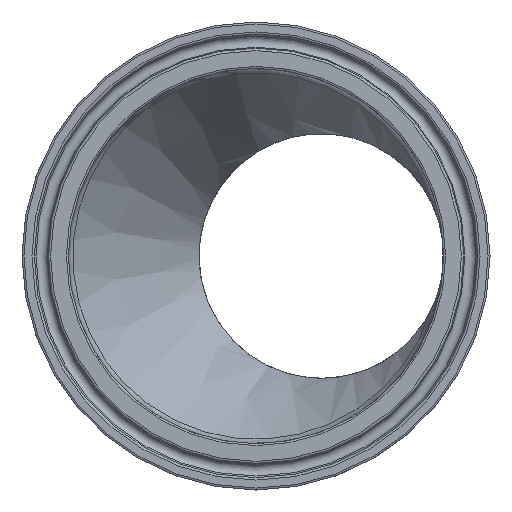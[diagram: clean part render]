
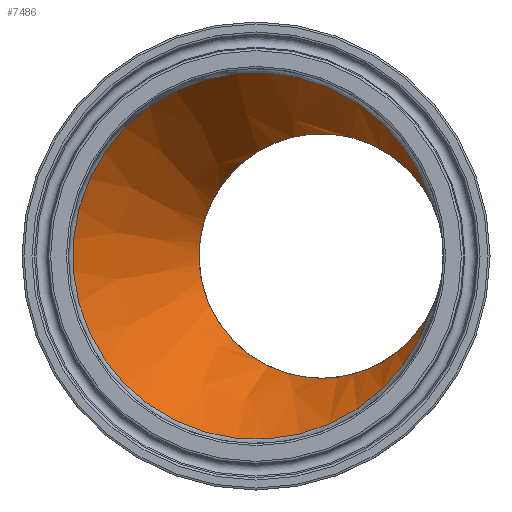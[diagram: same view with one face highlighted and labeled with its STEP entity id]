
A CAD part, left-side view. The second image highlights one B-rep face of the part: STEP entity #7486.
In plain terms, the highlighted conical face has half-angle 30 degrees and reference radius 22.276 mm.
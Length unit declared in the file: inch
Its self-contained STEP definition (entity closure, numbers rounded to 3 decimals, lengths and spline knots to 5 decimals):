
#16=CONICAL_SURFACE('',#7890,0.87699,30.);
#894=FACE_OUTER_BOUND('',#1361,.T.);
#1361=EDGE_LOOP('',(#6940,#6941));
#1805=B_SPLINE_CURVE_WITH_KNOTS('',3,(#16800,#16801,#16802,#16803,#16804,
#16805,#16806,#16807,#16808,#16809,#16810,#16811,#16812,#16813,#16814,#16815,
#16816,#16817,#16818,#16819,#16820,#16821,#16822,#16823,#16824,#16825,#16826,
#16827,#16828,#16829,#16830,#16831,#16832,#16833,#16834,#16835,#16836,#16837,
#16838,#16839,#16840,#16841,#16842,#16843,#16844,#16845,#16846,#16847,#16848,
#16849,#16850,#16851,#16852,#16853,#16854,#16855,#16856,#16857,#16858,#16859,
#16860,#16861,#16862,#16863,#16864,#16865,#16866,#16867,#16868,#16869,#16870,
#16871,#16872,#16873,#16874,#16875,#16876,#16877,#16878,#16879,#16880,#16881,
#16882,#16883,#16884,#16885,#16886,#16887,#16888,#16889,#16890,#16891,#16892,
#16893,#16894,#16895,#16896,#16897,#16898,#16899),.UNSPECIFIED.,.F.,.F.,
(4,3,3,3,3,3,3,3,3,3,3,3,3,3,3,3,3,3,3,3,3,3,3,3,3,3,3,3,3,3,3,3,3,4),(9.4999,
9.69375,9.86708,10.47213,10.93108,11.16119,
12.25108,13.32303,13.78563,14.07677,14.31785,
15.20034,15.77306,16.10136,16.27716,16.65958,
16.92913,17.08297,17.45944,17.68919,17.86686,
18.68331,19.39338,19.68883,19.9335,21.04109,
22.13102,22.51177,22.75225,23.3768,23.8714,
24.13037,24.31585,24.36389),.UNSPECIFIED.);
#1965=CIRCLE('',#7887,1.40151);
#3649=VERTEX_POINT('',#16697);
#3650=VERTEX_POINT('',#16699);
#4747=EDGE_CURVE('',#3649,#3650,#1965,.T.);
#4754=EDGE_CURVE('',#3649,#3650,#1805,.T.);
#6940=ORIENTED_EDGE('',*,*,#4747,.F.);
#6941=ORIENTED_EDGE('',*,*,#4754,.T.);
#7486=ADVANCED_FACE('',(#894),#16,.F.);
#7887=AXIS2_PLACEMENT_3D('',#16700,#9152,#9153);
#7890=AXIS2_PLACEMENT_3D('',#16799,#9158,#9159);
#9152=DIRECTION('center_axis',(1.,0.,0.));
#9153=DIRECTION('ref_axis',(0.,1.,0.));
#9158=DIRECTION('center_axis',(-1.,0.,0.));
#9159=DIRECTION('ref_axis',(0.,1.,0.));
#16697=CARTESIAN_POINT('',(0.50001,-1.34,-0.41065));
#16699=CARTESIAN_POINT('',(0.50001,-1.34,0.41065));
#16700=CARTESIAN_POINT('Origin',(0.50001,0.,0.));
#16799=CARTESIAN_POINT('Origin',(1.4085,0.,0.));
#16800=CARTESIAN_POINT('Ctrl Pts',(0.50001,-1.34,
-0.41065));
#16801=CARTESIAN_POINT('Ctrl Pts',(0.50699,-1.3287,
-0.43375));
#16802=CARTESIAN_POINT('Ctrl Pts',(0.51445,-1.31669,
-0.4559));
#16803=CARTESIAN_POINT('Ctrl Pts',(0.52222,-1.30423,
-0.47691));
#16804=CARTESIAN_POINT('Ctrl Pts',(0.52917,-1.29308,
-0.49571));
#16805=CARTESIAN_POINT('Ctrl Pts',(0.53647,-1.28142,
-0.5139));
#16806=CARTESIAN_POINT('Ctrl Pts',(0.54436,-1.26888,-0.53202));
#16807=CARTESIAN_POINT('Ctrl Pts',(0.5719,-1.22513,-0.59525));
#16808=CARTESIAN_POINT('Ctrl Pts',(0.60583,-1.17201,
-0.65463));
#16809=CARTESIAN_POINT('Ctrl Pts',(0.6439,-1.11405,
-0.70511));
#16810=CARTESIAN_POINT('Ctrl Pts',(0.67278,-1.07008,
-0.74339));
#16811=CARTESIAN_POINT('Ctrl Pts',(0.70402,-1.02338,
-0.77668));
#16812=CARTESIAN_POINT('Ctrl Pts',(0.73589,-0.97682,
-0.80428));
#16813=CARTESIAN_POINT('Ctrl Pts',(0.75186,-0.95348,
-0.81812));
#16814=CARTESIAN_POINT('Ctrl Pts',(0.76787,-0.93034,
-0.83047));
#16815=CARTESIAN_POINT('Ctrl Pts',(0.78399,-0.90731,
-0.84162));
#16816=CARTESIAN_POINT('Ctrl Pts',(0.86034,-0.79821,
-0.89442));
#16817=CARTESIAN_POINT('Ctrl Pts',(0.9473,-0.67992,
-0.92505));
#16818=CARTESIAN_POINT('Ctrl Pts',(1.0407,-0.56244,
-0.93291));
#16819=CARTESIAN_POINT('Ctrl Pts',(1.13256,-0.44689,
-0.94065));
#16820=CARTESIAN_POINT('Ctrl Pts',(1.23063,-0.33229,
-0.92641));
#16821=CARTESIAN_POINT('Ctrl Pts',(1.32954,-0.22693,
-0.89424));
#16822=CARTESIAN_POINT('Ctrl Pts',(1.37222,-0.18146,
-0.88035));
#16823=CARTESIAN_POINT('Ctrl Pts',(1.41502,-0.1377,
-0.86318));
#16824=CARTESIAN_POINT('Ctrl Pts',(1.45739,-0.09618,
-0.8433));
#16825=CARTESIAN_POINT('Ctrl Pts',(1.48405,-0.07004,
-0.83078));
#16826=CARTESIAN_POINT('Ctrl Pts',(1.51055,-0.04479,
-0.8172));
#16827=CARTESIAN_POINT('Ctrl Pts',(1.53671,-0.02054,
-0.80271));
#16828=CARTESIAN_POINT('Ctrl Pts',(1.55837,-0.00045,
-0.79071));
#16829=CARTESIAN_POINT('Ctrl Pts',(1.57981,0.01897,
-0.77812));
#16830=CARTESIAN_POINT('Ctrl Pts',(1.60185,0.03845,
-0.7644));
#16831=CARTESIAN_POINT('Ctrl Pts',(1.68252,0.10975,-0.71417));
#16832=CARTESIAN_POINT('Ctrl Pts',(1.76813,0.17838,-0.65039));
#16833=CARTESIAN_POINT('Ctrl Pts',(1.84927,0.2367,-0.57576));
#16834=CARTESIAN_POINT('Ctrl Pts',(1.90192,0.27455,-0.52733));
#16835=CARTESIAN_POINT('Ctrl Pts',(1.95271,0.30818,-0.47442));
#16836=CARTESIAN_POINT('Ctrl Pts',(1.99839,0.33648,-0.41776));
#16837=CARTESIAN_POINT('Ctrl Pts',(2.02458,0.3527,-0.38528));
#16838=CARTESIAN_POINT('Ctrl Pts',(2.04908,0.36718,-0.35156));
#16839=CARTESIAN_POINT('Ctrl Pts',(2.07111,0.37976,-0.31661));
#16840=CARTESIAN_POINT('Ctrl Pts',(2.08291,0.3865,-0.2979));
#16841=CARTESIAN_POINT('Ctrl Pts',(2.09437,0.3929,-0.27825));
#16842=CARTESIAN_POINT('Ctrl Pts',(2.10528,0.39888,-0.25736));
#16843=CARTESIAN_POINT('Ctrl Pts',(2.12902,0.41189,-0.21193));
#16844=CARTESIAN_POINT('Ctrl Pts',(2.14933,0.42243,-0.16143));
#16845=CARTESIAN_POINT('Ctrl Pts',(2.16128,0.42853,-0.10979));
#16846=CARTESIAN_POINT('Ctrl Pts',(2.16971,0.43284,-0.0734));
#16847=CARTESIAN_POINT('Ctrl Pts',(2.17397,0.43496,-0.0365));
#16848=CARTESIAN_POINT('Ctrl Pts',(2.17405,0.435,-0.00109));
#16849=CARTESIAN_POINT('Ctrl Pts',(2.1741,0.43502,0.01912));
#16850=CARTESIAN_POINT('Ctrl Pts',(2.17283,0.43439,0.03976));
#16851=CARTESIAN_POINT('Ctrl Pts',(2.17015,0.43304,0.06056));
#16852=CARTESIAN_POINT('Ctrl Pts',(2.16361,0.42973,0.11147));
#16853=CARTESIAN_POINT('Ctrl Pts',(2.14831,0.42199,0.16291));
#16854=CARTESIAN_POINT('Ctrl Pts',(2.12769,0.41099,0.21051));
#16855=CARTESIAN_POINT('Ctrl Pts',(2.1151,0.40428,0.23956));
#16856=CARTESIAN_POINT('Ctrl Pts',(2.10064,0.3964,0.26723));
#16857=CARTESIAN_POINT('Ctrl Pts',(2.08562,0.38798,0.29279));
#16858=CARTESIAN_POINT('Ctrl Pts',(2.07401,0.38146,0.31255));
#16859=CARTESIAN_POINT('Ctrl Pts',(2.06209,0.37464,0.3311));
#16860=CARTESIAN_POINT('Ctrl Pts',(2.04936,0.36719,0.34959));
#16861=CARTESIAN_POINT('Ctrl Pts',(1.99085,0.33293,0.43455));
#16862=CARTESIAN_POINT('Ctrl Pts',(1.91904,0.28712,0.51218));
#16863=CARTESIAN_POINT('Ctrl Pts',(1.84378,0.23275,0.58078));
#16864=CARTESIAN_POINT('Ctrl Pts',(1.77833,0.18546,0.64044));
#16865=CARTESIAN_POINT('Ctrl Pts',(1.71011,0.13167,0.69307));
#16866=CARTESIAN_POINT('Ctrl Pts',(1.64407,0.07517,
0.73716));
#16867=CARTESIAN_POINT('Ctrl Pts',(1.6166,0.05166,0.7555));
#16868=CARTESIAN_POINT('Ctrl Pts',(1.58949,0.02771,
0.77238));
#16869=CARTESIAN_POINT('Ctrl Pts',(1.56307,0.00368,
0.78774));
#16870=CARTESIAN_POINT('Ctrl Pts',(1.54119,-0.01622,
0.80046));
#16871=CARTESIAN_POINT('Ctrl Pts',(1.51922,-0.03669,
0.81249));
#16872=CARTESIAN_POINT('Ctrl Pts',(1.49699,-0.05789,
0.82387));
#16873=CARTESIAN_POINT('Ctrl Pts',(1.39635,-0.15387,
0.87537));
#16874=CARTESIAN_POINT('Ctrl Pts',(1.29228,-0.26374,
0.91218));
#16875=CARTESIAN_POINT('Ctrl Pts',(1.1921,-0.37964,
0.92722));
#16876=CARTESIAN_POINT('Ctrl Pts',(1.09351,-0.4937,
0.94203));
#16877=CARTESIAN_POINT('Ctrl Pts',(0.99858,-0.61352,
0.93576));
#16878=CARTESIAN_POINT('Ctrl Pts',(0.91224,-0.72952,
0.90639));
#16879=CARTESIAN_POINT('Ctrl Pts',(0.88208,-0.77004,
0.89613));
#16880=CARTESIAN_POINT('Ctrl Pts',(0.85296,-0.81008,
0.88309));
#16881=CARTESIAN_POINT('Ctrl Pts',(0.82504,-0.84921,
0.86734));
#16882=CARTESIAN_POINT('Ctrl Pts',(0.80741,-0.87393,
0.85739));
#16883=CARTESIAN_POINT('Ctrl Pts',(0.79036,-0.89813,
0.84643));
#16884=CARTESIAN_POINT('Ctrl Pts',(0.7736,-0.92219,0.83426));
#16885=CARTESIAN_POINT('Ctrl Pts',(0.73009,-0.98468,
0.80263));
#16886=CARTESIAN_POINT('Ctrl Pts',(0.68621,-1.04971,
0.76048));
#16887=CARTESIAN_POINT('Ctrl Pts',(0.64671,-1.10977,
0.70881));
#16888=CARTESIAN_POINT('Ctrl Pts',(0.61543,-1.15733,
0.66789));
#16889=CARTESIAN_POINT('Ctrl Pts',(0.58683,-1.20182,0.62105));
#16890=CARTESIAN_POINT('Ctrl Pts',(0.56226,-1.24056,
0.57079));
#16891=CARTESIAN_POINT('Ctrl Pts',(0.54939,-1.26084,
0.54447));
#16892=CARTESIAN_POINT('Ctrl Pts',(0.53762,-1.27957,
0.51725));
#16893=CARTESIAN_POINT('Ctrl Pts',(0.52703,-1.29652,0.48968));
#16894=CARTESIAN_POINT('Ctrl Pts',(0.51944,-1.30866,
0.46993));
#16895=CARTESIAN_POINT('Ctrl Pts',(0.51218,-1.32034,
0.44928));
#16896=CARTESIAN_POINT('Ctrl Pts',(0.50528,-1.33147,
0.42764));
#16897=CARTESIAN_POINT('Ctrl Pts',(0.5035,-1.33436,
0.42204));
#16898=CARTESIAN_POINT('Ctrl Pts',(0.50174,-1.3372,
0.41637));
#16899=CARTESIAN_POINT('Ctrl Pts',(0.50001,-1.34,
0.41065));
